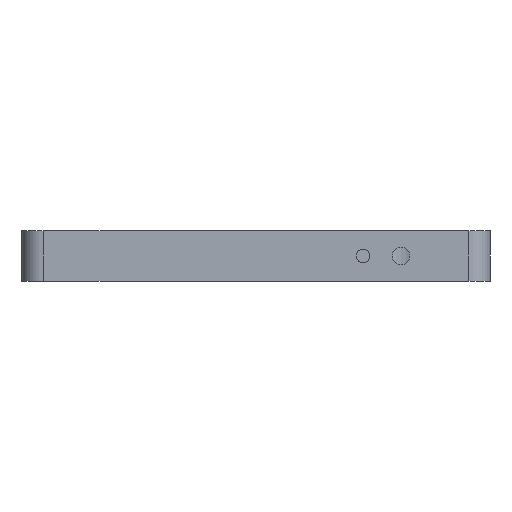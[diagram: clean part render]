
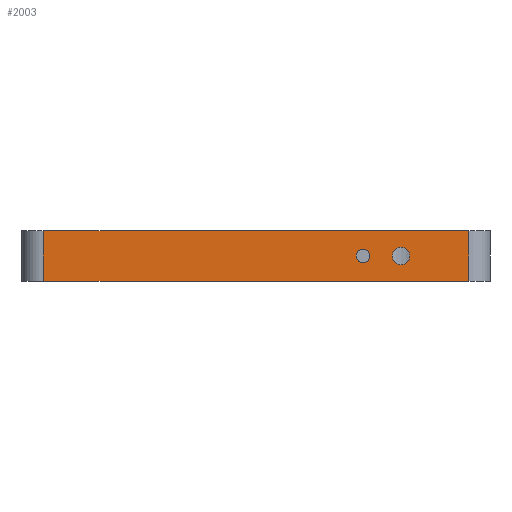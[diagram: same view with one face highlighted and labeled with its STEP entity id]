
A CAD part, front view. The second image highlights one B-rep face of the part: STEP entity #2003.
In plain terms, the highlighted planar face has unit normal (0, -1, 0).
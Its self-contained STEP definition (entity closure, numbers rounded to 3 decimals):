
#1217=CARTESIAN_POINT('Vertex',(-164.,1478.586,-68.495)) ;
#1233=CARTESIAN_POINT('Vertex',(-164.,1478.586,-80.495)) ;
#1236=CARTESIAN_POINT('Line Origine',(-164.,1478.586,-74.495)) ;
#1288=CARTESIAN_POINT('Vertex',(-63.,1478.586,-80.495)) ;
#1291=CARTESIAN_POINT('Line Origine',(-86.75,1478.586,-80.495)) ;
#1295=CARTESIAN_POINT('Vertex',(-110.5,1478.586,-80.495)) ;
#1298=CARTESIAN_POINT('Line Origine',(-123.,1478.586,-80.495)) ;
#1302=CARTESIAN_POINT('Vertex',(-135.5,1478.586,-80.495)) ;
#1305=CARTESIAN_POINT('Line Origine',(-148.,1478.586,-80.495)) ;
#1309=CARTESIAN_POINT('Vertex',(-160.5,1478.586,-80.495)) ;
#1312=CARTESIAN_POINT('Line Origine',(-162.25,1478.586,-80.495)) ;
#1459=CARTESIAN_POINT('Line Origine',(-162.25,1478.586,-68.495)) ;
#1463=CARTESIAN_POINT('Vertex',(-160.5,1478.586,-68.495)) ;
#1466=CARTESIAN_POINT('Line Origine',(-148.,1478.586,-68.495)) ;
#1470=CARTESIAN_POINT('Vertex',(-135.5,1478.586,-68.495)) ;
#1473=CARTESIAN_POINT('Line Origine',(-123.,1478.586,-68.495)) ;
#1477=CARTESIAN_POINT('Vertex',(-110.5,1478.586,-68.495)) ;
#1480=CARTESIAN_POINT('Line Origine',(-86.75,1478.586,-68.495)) ;
#1484=CARTESIAN_POINT('Vertex',(-63.,1478.586,-68.495)) ;
#1556=CARTESIAN_POINT('Line Origine',(-63.,1478.586,-74.495)) ;
#1718=CARTESIAN_POINT('Vertex',(-81.2,1478.586,-74.495)) ;
#1721=CARTESIAN_POINT('Axis2P3D Location',(-79.1,1478.586,-74.495)) ;
#1725=CARTESIAN_POINT('Vertex',(-77.,1478.586,-74.495)) ;
#1740=CARTESIAN_POINT('Axis2P3D Location',(-79.1,1478.586,-74.495)) ;
#1952=CARTESIAN_POINT('Axis2P3D Location',(-53.5,1478.586,-80.495)) ;
#1970=CARTESIAN_POINT('Control Point',(-86.5,1478.586,-74.495)) ;
#1971=CARTESIAN_POINT('Control Point',(-86.5,1478.586,-74.998)) ;
#1972=CARTESIAN_POINT('Control Point',(-86.697,1478.586,-75.501)) ;
#1973=CARTESIAN_POINT('Control Point',(-87.095,1478.586,-75.898)) ;
#1974=CARTESIAN_POINT('Control Point',(-88.1,1478.586,-76.293)) ;
#1975=CARTESIAN_POINT('Control Point',(-89.105,1478.586,-75.898)) ;
#1976=CARTESIAN_POINT('Control Point',(-89.503,1478.586,-75.501)) ;
#1977=CARTESIAN_POINT('Control Point',(-89.7,1478.586,-74.998)) ;
#1978=CARTESIAN_POINT('Control Point',(-89.7,1478.586,-74.495)) ;
#1979=CARTESIAN_POINT('Vertex',(-89.7,1478.586,-74.495)) ;
#1981=CARTESIAN_POINT('Vertex',(-86.5,1478.586,-74.495)) ;
#1985=CARTESIAN_POINT('Control Point',(-89.7,1478.586,-74.495)) ;
#1986=CARTESIAN_POINT('Control Point',(-89.7,1478.586,-73.993)) ;
#1987=CARTESIAN_POINT('Control Point',(-89.503,1478.586,-73.49)) ;
#1988=CARTESIAN_POINT('Control Point',(-89.105,1478.586,-73.093)) ;
#1989=CARTESIAN_POINT('Control Point',(-88.1,1478.586,-72.698)) ;
#1990=CARTESIAN_POINT('Control Point',(-87.095,1478.586,-73.093)) ;
#1991=CARTESIAN_POINT('Control Point',(-86.697,1478.586,-73.49)) ;
#1992=CARTESIAN_POINT('Control Point',(-86.5,1478.586,-73.993)) ;
#1993=CARTESIAN_POINT('Control Point',(-86.5,1478.586,-74.495)) ;
#1237=DIRECTION('Vector Direction',(0.,0.,1.)) ;
#1292=DIRECTION('Vector Direction',(-1.,0.,0.)) ;
#1299=DIRECTION('Vector Direction',(-1.,0.,0.)) ;
#1306=DIRECTION('Vector Direction',(-1.,0.,0.)) ;
#1313=DIRECTION('Vector Direction',(-1.,0.,0.)) ;
#1460=DIRECTION('Vector Direction',(-1.,0.,0.)) ;
#1467=DIRECTION('Vector Direction',(-1.,0.,0.)) ;
#1474=DIRECTION('Vector Direction',(-1.,0.,0.)) ;
#1481=DIRECTION('Vector Direction',(-1.,0.,0.)) ;
#1557=DIRECTION('Vector Direction',(0.,0.,1.)) ;
#1722=DIRECTION('Axis2P3D Direction',(0.,-1.,0.)) ;
#1741=DIRECTION('Axis2P3D Direction',(0.,-1.,0.)) ;
#1953=DIRECTION('Axis2P3D Direction',(0.,1.,0.)) ;
#1954=DIRECTION('Axis2P3D XDirection',(-1.,0.,0.)) ;
#1723=AXIS2_PLACEMENT_3D('Circle Axis2P3D',#1721,#1722,$) ;
#1742=AXIS2_PLACEMENT_3D('Circle Axis2P3D',#1740,#1741,$) ;
#1955=AXIS2_PLACEMENT_3D('Plane Axis2P3D',#1952,#1953,#1954) ;
#1958=ORIENTED_EDGE('',*,*,#1560,.T.) ;
#1959=ORIENTED_EDGE('',*,*,#1486,.T.) ;
#1960=ORIENTED_EDGE('',*,*,#1479,.T.) ;
#1961=ORIENTED_EDGE('',*,*,#1472,.T.) ;
#1962=ORIENTED_EDGE('',*,*,#1465,.T.) ;
#1963=ORIENTED_EDGE('',*,*,#1240,.F.) ;
#1964=ORIENTED_EDGE('',*,*,#1316,.F.) ;
#1965=ORIENTED_EDGE('',*,*,#1311,.F.) ;
#1966=ORIENTED_EDGE('',*,*,#1304,.F.) ;
#1967=ORIENTED_EDGE('',*,*,#1297,.F.) ;
#1996=ORIENTED_EDGE('',*,*,#1983,.F.) ;
#1997=ORIENTED_EDGE('',*,*,#1994,.F.) ;
#2000=ORIENTED_EDGE('',*,*,#1727,.F.) ;
#2001=ORIENTED_EDGE('',*,*,#1744,.F.) ;
#1998=FACE_BOUND('',#1995,.T.) ;
#2002=FACE_BOUND('',#1999,.T.) ;
#1238=VECTOR('Line Direction',#1237,1.) ;
#1293=VECTOR('Line Direction',#1292,1.) ;
#1300=VECTOR('Line Direction',#1299,1.) ;
#1307=VECTOR('Line Direction',#1306,1.) ;
#1314=VECTOR('Line Direction',#1313,1.) ;
#1461=VECTOR('Line Direction',#1460,1.) ;
#1468=VECTOR('Line Direction',#1467,1.) ;
#1475=VECTOR('Line Direction',#1474,1.) ;
#1482=VECTOR('Line Direction',#1481,1.) ;
#1558=VECTOR('Line Direction',#1557,1.) ;
#2003=ADVANCED_FACE('PartBody',(#1968,#1998,#2002),#1956,.F.) ;
#1969=B_SPLINE_CURVE_WITH_KNOTS('',5,(#1970,#1971,#1972,#1973,#1974,#1975,#1976,#1977,#1978),.UNSPECIFIED.,.F.,.U.,(6,3,6),(5.027,7.54,10.053),.UNSPECIFIED.) ;
#1984=B_SPLINE_CURVE_WITH_KNOTS('',5,(#1985,#1986,#1987,#1988,#1989,#1990,#1991,#1992,#1993),.UNSPECIFIED.,.F.,.U.,(6,3,6),(10.053,12.566,15.08),.UNSPECIFIED.) ;
#1724=CIRCLE('generated circle',#1723,2.1) ;
#1743=CIRCLE('generated circle',#1742,2.1) ;
#1240=EDGE_CURVE('',#1234,#1218,#1239,.T.) ;
#1297=EDGE_CURVE('',#1289,#1296,#1294,.T.) ;
#1304=EDGE_CURVE('',#1296,#1303,#1301,.T.) ;
#1311=EDGE_CURVE('',#1303,#1310,#1308,.T.) ;
#1316=EDGE_CURVE('',#1310,#1234,#1315,.T.) ;
#1465=EDGE_CURVE('',#1464,#1218,#1462,.T.) ;
#1472=EDGE_CURVE('',#1471,#1464,#1469,.T.) ;
#1479=EDGE_CURVE('',#1478,#1471,#1476,.T.) ;
#1486=EDGE_CURVE('',#1485,#1478,#1483,.T.) ;
#1560=EDGE_CURVE('',#1289,#1485,#1559,.T.) ;
#1727=EDGE_CURVE('',#1719,#1726,#1724,.T.) ;
#1744=EDGE_CURVE('',#1726,#1719,#1743,.T.) ;
#1983=EDGE_CURVE('',#1980,#1982,#1969,.F.) ;
#1994=EDGE_CURVE('',#1982,#1980,#1984,.F.) ;
#1957=EDGE_LOOP('',(#1958,#1959,#1960,#1961,#1962,#1963,#1964,#1965,#1966,#1967)) ;
#1995=EDGE_LOOP('',(#1996,#1997)) ;
#1999=EDGE_LOOP('',(#2000,#2001)) ;
#1968=FACE_OUTER_BOUND('',#1957,.T.) ;
#1239=LINE('Line',#1236,#1238) ;
#1294=LINE('Line',#1291,#1293) ;
#1301=LINE('Line',#1298,#1300) ;
#1308=LINE('Line',#1305,#1307) ;
#1315=LINE('Line',#1312,#1314) ;
#1462=LINE('Line',#1459,#1461) ;
#1469=LINE('Line',#1466,#1468) ;
#1476=LINE('Line',#1473,#1475) ;
#1483=LINE('Line',#1480,#1482) ;
#1559=LINE('Line',#1556,#1558) ;
#1956=PLANE('',#1955) ;
#1218=VERTEX_POINT('',#1217) ;
#1234=VERTEX_POINT('',#1233) ;
#1289=VERTEX_POINT('',#1288) ;
#1296=VERTEX_POINT('',#1295) ;
#1303=VERTEX_POINT('',#1302) ;
#1310=VERTEX_POINT('',#1309) ;
#1464=VERTEX_POINT('',#1463) ;
#1471=VERTEX_POINT('',#1470) ;
#1478=VERTEX_POINT('',#1477) ;
#1485=VERTEX_POINT('',#1484) ;
#1719=VERTEX_POINT('',#1718) ;
#1726=VERTEX_POINT('',#1725) ;
#1980=VERTEX_POINT('',#1979) ;
#1982=VERTEX_POINT('',#1981) ;
